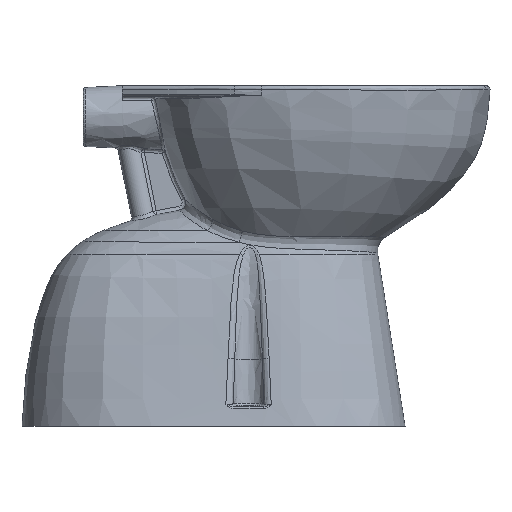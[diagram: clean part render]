
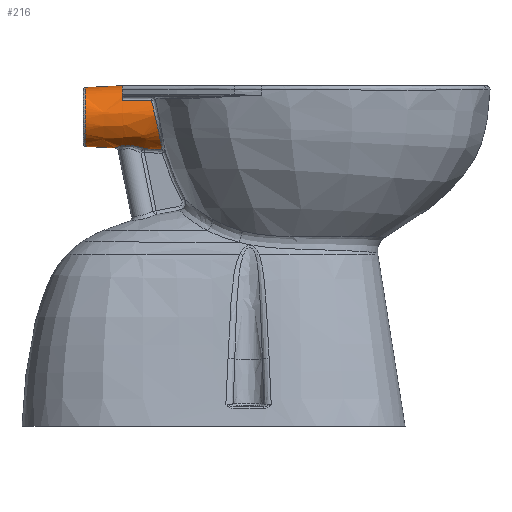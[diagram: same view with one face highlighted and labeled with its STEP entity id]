
A CAD part, left-side view. The second image highlights one B-rep face of the part: STEP entity #216.
In plain terms, the highlighted free-form (B-spline) face has degree [2, 1] with [9, 2] control points.
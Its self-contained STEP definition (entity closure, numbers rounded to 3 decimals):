
#216=ADVANCED_FACE('',(#554),#4789,.T.);
#554=FACE_OUTER_BOUND('',#905,.T.);
#905=EDGE_LOOP('',(#1887,#1888,#1889,#1890,#1891,#1892,#1893,#1894));
#1887=ORIENTED_EDGE('',*,*,#3028,.T.);
#1888=ORIENTED_EDGE('',*,*,#2995,.T.);
#1889=ORIENTED_EDGE('',*,*,#2999,.F.);
#1890=ORIENTED_EDGE('',*,*,#3026,.T.);
#1891=ORIENTED_EDGE('',*,*,#3025,.F.);
#1892=ORIENTED_EDGE('',*,*,#3024,.T.);
#1893=ORIENTED_EDGE('',*,*,#3023,.T.);
#1894=ORIENTED_EDGE('',*,*,#3022,.T.);
#2995=EDGE_CURVE('',#4405,#4389,#3484,.T.);
#2999=EDGE_CURVE('',#4408,#4389,#3834,.T.);
#3022=EDGE_CURVE('',#4420,#4422,#3845,.T.);
#3023=EDGE_CURVE('',#4419,#4420,#3846,.T.);
#3024=EDGE_CURVE('',#4410,#4419,#3847,.T.);
#3025=EDGE_CURVE('',#4410,#4409,#3848,.T.);
#3026=EDGE_CURVE('',#4408,#4409,#3497,.T.);
#3028=EDGE_CURVE('',#4422,#4405,#3849,.T.);
#3484=(
BOUNDED_CURVE()
B_SPLINE_CURVE(2,(#30094,#30095,#30096),.UNSPECIFIED.,.F.,.F.)
B_SPLINE_CURVE_WITH_KNOTS((3,3),(0.,41.078),.UNSPECIFIED.)
CURVE()
GEOMETRIC_REPRESENTATION_ITEM()
RATIONAL_B_SPLINE_CURVE((1.,0.871,1.))
REPRESENTATION_ITEM('')
);
#3497=(
BOUNDED_CURVE()
B_SPLINE_CURVE(2,(#30278,#30279,#30280,#30281,#30282),.UNSPECIFIED.,.F.,
 .F.)
B_SPLINE_CURVE_WITH_KNOTS((3,2,3),(-118.257,-59.129,
0.),.UNSPECIFIED.)
CURVE()
GEOMETRIC_REPRESENTATION_ITEM()
RATIONAL_B_SPLINE_CURVE((1.,0.707,1.,0.707,1.))
REPRESENTATION_ITEM('')
);
#3834=B_SPLINE_CURVE_WITH_KNOTS('',1,(#30114,#30115),.UNSPECIFIED.,.F.,
 .F.,(2,2),(-47.209,0.),.UNSPECIFIED.);
#3845=B_SPLINE_CURVE_WITH_KNOTS('',3,(#30248,#30249,#30250,#30251,#30252,
#30253,#30254,#30255,#30256,#30257,#30258,#30259,#30260),.UNSPECIFIED.,
 .F.,.F.,(4,1,1,1,1,1,1,1,1,1,4),(0.,8.163,16.326,
24.488,32.651,40.814,48.977,57.14,
65.303,73.465,81.628),.UNSPECIFIED.);
#3846=B_SPLINE_CURVE_WITH_KNOTS('',1,(#30261,#30262),.UNSPECIFIED.,.F.,
 .F.,(2,2),(-22.714,0.),.UNSPECIFIED.);
#3847=B_SPLINE_CURVE_WITH_KNOTS('',3,(#30263,#30264,#30265,#30266,#30267,
#30268,#30269,#30270,#30271,#30272,#30273,#30274,#30275),.UNSPECIFIED.,
 .F.,.F.,(4,1,1,1,1,1,1,1,1,1,4),(-51.951,-46.756,-41.561,
-36.366,-31.171,-25.975,-20.78,
-15.585,-10.39,-5.195,0.),.UNSPECIFIED.);
#3848=B_SPLINE_CURVE_WITH_KNOTS('',1,(#30276,#30277),.UNSPECIFIED.,.F.,
 .F.,(2,2),(0.,37.466),.UNSPECIFIED.);
#3849=B_SPLINE_CURVE_WITH_KNOTS('',3,(#30288,#30289,#30290,#30291,#30292,
#30293,#30294,#30295),.UNSPECIFIED.,.F.,.F.,(4,1,1,1,1,4),(0.,7.462,
14.923,22.385,29.847,37.308),
 .UNSPECIFIED.);
#4389=VERTEX_POINT('',#26212);
#4405=VERTEX_POINT('',#26228);
#4408=VERTEX_POINT('',#26231);
#4409=VERTEX_POINT('',#26232);
#4410=VERTEX_POINT('',#26233);
#4419=VERTEX_POINT('',#26242);
#4420=VERTEX_POINT('',#26243);
#4422=VERTEX_POINT('',#26245);
#4789=(
BOUNDED_SURFACE()
B_SPLINE_SURFACE(2,1,((#16313,#16314),(#16315,#16316),(#16317,#16318),(#16319,
#16320),(#16321,#16322),(#16323,#16324),(#16325,#16326),(#16327,#16328),
(#16329,#16330)),.UNSPECIFIED.,.T.,.F.,.F.)
B_SPLINE_SURFACE_WITH_KNOTS((3,2,2,2,3),(2,2),(0.,73.645,147.289,
220.934,294.579),(0.,938.844),.UNSPECIFIED.)
GEOMETRIC_REPRESENTATION_ITEM()
RATIONAL_B_SPLINE_SURFACE(((1.,1.),(0.707,0.707),
(1.,1.),(0.707,0.707),(1.,1.),(0.707,
0.707),(1.,1.),(0.707,0.707),(1.,1.)))
REPRESENTATION_ITEM('')
SURFACE()
);
#16313=CARTESIAN_POINT('',(0.,958.093,395.));
#16314=CARTESIAN_POINT('',(46.884,20.42,395.));
#16315=CARTESIAN_POINT('',(0.,958.093,395.));
#16316=CARTESIAN_POINT('',(46.884,20.42,441.884));
#16317=CARTESIAN_POINT('',(0.,958.093,395.));
#16318=CARTESIAN_POINT('',(0.,20.42,441.884));
#16319=CARTESIAN_POINT('',(0.,958.093,395.));
#16320=CARTESIAN_POINT('',(-46.884,20.42,441.884));
#16321=CARTESIAN_POINT('',(0.,958.093,395.));
#16322=CARTESIAN_POINT('',(-46.884,20.42,395.));
#16323=CARTESIAN_POINT('',(0.,958.093,395.));
#16324=CARTESIAN_POINT('',(-46.884,20.42,348.116));
#16325=CARTESIAN_POINT('',(0.,958.093,395.));
#16326=CARTESIAN_POINT('',(0.,20.42,348.116));
#16327=CARTESIAN_POINT('',(0.,958.093,395.));
#16328=CARTESIAN_POINT('',(46.884,20.42,348.116));
#16329=CARTESIAN_POINT('',(0.,958.093,395.));
#16330=CARTESIAN_POINT('',(46.884,20.42,395.));
#26212=CARTESIAN_POINT('',(0.,158.093,435.));
#26228=CARTESIAN_POINT('',(-34.229,158.093,415.697));
#26231=CARTESIAN_POINT('',(0.,205.242,432.643));
#26232=CARTESIAN_POINT('',(0.,205.242,357.357));
#26233=CARTESIAN_POINT('',(0.,167.823,355.487));
#26242=CARTESIAN_POINT('',(-8.924,129.577,354.547));
#26243=CARTESIAN_POINT('',(-8.95,106.893,353.392));
#26245=CARTESIAN_POINT('',(-36.053,120.837,416.276));
#30094=CARTESIAN_POINT('',(-34.229,158.093,415.697));
#30095=CARTESIAN_POINT('',(-22.557,158.093,435.));
#30096=CARTESIAN_POINT('',(0.,158.093,435.));
#30114=CARTESIAN_POINT('',(0.,205.242,432.643));
#30115=CARTESIAN_POINT('',(0.,158.093,435.));
#30248=CARTESIAN_POINT('',(-8.95,106.893,353.392));
#30249=CARTESIAN_POINT('',(-11.513,107.021,353.95));
#30250=CARTESIAN_POINT('',(-16.52,107.383,355.547));
#30251=CARTESIAN_POINT('',(-23.35,108.183,359.211));
#30252=CARTESIAN_POINT('',(-29.517,109.235,364.157));
#30253=CARTESIAN_POINT('',(-34.721,110.517,370.26));
#30254=CARTESIAN_POINT('',(-38.717,112.004,377.316));
#30255=CARTESIAN_POINT('',(-41.302,113.65,385.052));
#30256=CARTESIAN_POINT('',(-42.357,115.417,393.159));
#30257=CARTESIAN_POINT('',(-41.828,117.258,401.335));
#30258=CARTESIAN_POINT('',(-39.747,119.102,409.199));
#30259=CARTESIAN_POINT('',(-37.422,120.275,414.011));
#30260=CARTESIAN_POINT('',(-36.053,120.837,416.276));
#30261=CARTESIAN_POINT('',(-8.924,129.577,354.547));
#30262=CARTESIAN_POINT('',(-8.95,106.893,353.392));
#30263=CARTESIAN_POINT('',(0.,167.823,355.487));
#30264=CARTESIAN_POINT('',(-1.478,167.823,355.487));
#30265=CARTESIAN_POINT('',(-4.378,167.446,355.63));
#30266=CARTESIAN_POINT('',(-8.644,165.687,356.259));
#30267=CARTESIAN_POINT('',(-12.454,162.701,357.175));
#30268=CARTESIAN_POINT('',(-15.429,158.626,358.096));
#30269=CARTESIAN_POINT('',(-17.251,153.945,358.675));
#30270=CARTESIAN_POINT('',(-17.98,148.962,358.76));
#30271=CARTESIAN_POINT('',(-17.582,143.418,358.25));
#30272=CARTESIAN_POINT('',(-15.752,137.658,357.087));
#30273=CARTESIAN_POINT('',(-12.646,132.762,355.662));
#30274=CARTESIAN_POINT('',(-10.234,130.518,354.884));
#30275=CARTESIAN_POINT('',(-8.924,129.577,354.547));
#30276=CARTESIAN_POINT('',(0.,167.823,355.487));
#30277=CARTESIAN_POINT('',(0.,205.242,357.357));
#30278=CARTESIAN_POINT('',(0.,205.242,432.643));
#30279=CARTESIAN_POINT('',(-37.643,205.242,432.643));
#30280=CARTESIAN_POINT('',(-37.643,205.242,395.));
#30281=CARTESIAN_POINT('',(-37.643,205.242,357.357));
#30282=CARTESIAN_POINT('',(0.,205.242,357.357));
#30288=CARTESIAN_POINT('',(-36.053,120.837,416.276));
#30289=CARTESIAN_POINT('',(-35.988,122.834,416.19));
#30290=CARTESIAN_POINT('',(-35.831,127.012,416.045));
#30291=CARTESIAN_POINT('',(-35.519,133.802,415.906));
#30292=CARTESIAN_POINT('',(-35.135,141.187,415.83));
#30293=CARTESIAN_POINT('',(-34.695,149.221,415.783));
#30294=CARTESIAN_POINT('',(-34.384,155.058,415.735));
#30295=CARTESIAN_POINT('',(-34.229,158.093,415.697));
